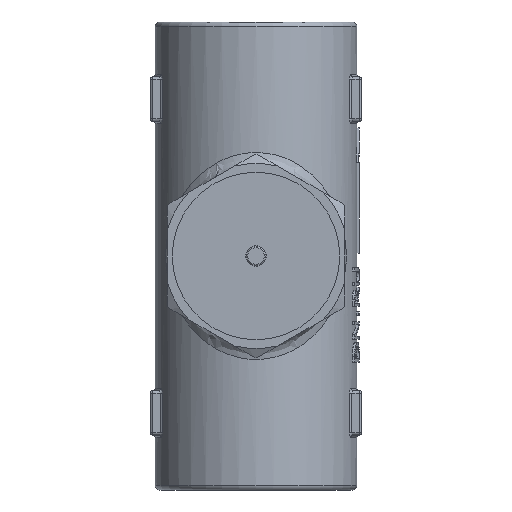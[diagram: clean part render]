
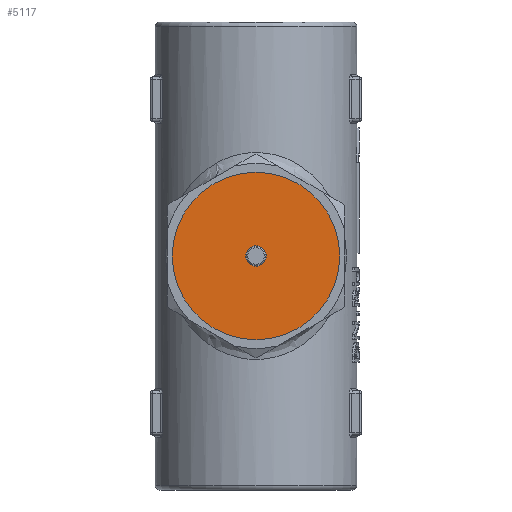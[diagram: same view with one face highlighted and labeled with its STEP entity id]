
A CAD part, front view. The second image highlights one B-rep face of the part: STEP entity #5117.
In plain terms, the highlighted planar face has unit normal (0, -1, 0).
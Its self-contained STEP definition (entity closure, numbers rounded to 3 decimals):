
#294=FACE_BOUND('',#1679,.T.);
#395=PLANE('',#5608);
#1357=FACE_OUTER_BOUND('',#1678,.T.);
#1678=EDGE_LOOP('',(#4210));
#1679=EDGE_LOOP('',(#4211));
#1948=CIRCLE('',#5609,17.);
#1949=CIRCLE('',#5610,2.1);
#2331=VERTEX_POINT('',#10163);
#2332=VERTEX_POINT('',#10165);
#2989=EDGE_CURVE('',#2331,#2331,#1948,.T.);
#2990=EDGE_CURVE('',#2332,#2332,#1949,.T.);
#4210=ORIENTED_EDGE('',*,*,#2989,.T.);
#4211=ORIENTED_EDGE('',*,*,#2990,.T.);
#5117=ADVANCED_FACE('',(#1357,#294),#395,.T.);
#5608=AXIS2_PLACEMENT_3D('',#10162,#6766,#6767);
#5609=AXIS2_PLACEMENT_3D('',#10164,#6768,#6769);
#5610=AXIS2_PLACEMENT_3D('',#10166,#6770,#6771);
#6766=DIRECTION('center_axis',(0.,-1.,0.));
#6767=DIRECTION('ref_axis',(0.,0.,-1.));
#6768=DIRECTION('center_axis',(0.,-1.,0.));
#6769=DIRECTION('ref_axis',(-1.,0.,0.));
#6770=DIRECTION('center_axis',(0.,1.,0.));
#6771=DIRECTION('ref_axis',(1.,0.,0.));
#10162=CARTESIAN_POINT('Origin',(0.,-46.,0.));
#10163=CARTESIAN_POINT('',(17.,-46.,0.));
#10164=CARTESIAN_POINT('Origin',(0.,-46.,0.));
#10165=CARTESIAN_POINT('',(-2.1,-46.,0.));
#10166=CARTESIAN_POINT('Origin',(0.,-46.,0.));
